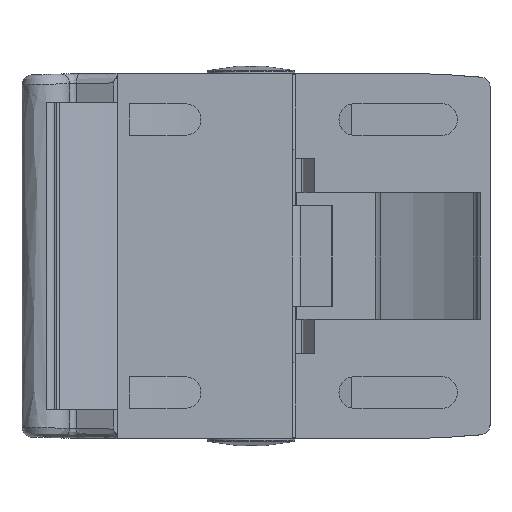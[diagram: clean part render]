
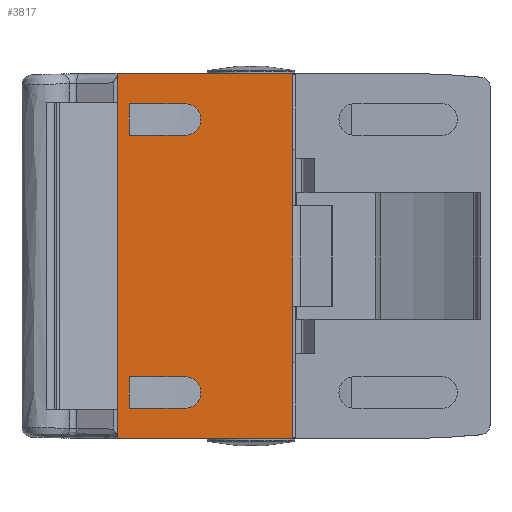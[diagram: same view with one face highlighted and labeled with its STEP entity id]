
A CAD part, front view. The second image highlights one B-rep face of the part: STEP entity #3817.
In plain terms, the highlighted face is planar.
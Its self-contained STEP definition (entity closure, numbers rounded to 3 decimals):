
#270 = ORIENTED_EDGE ( 'NONE', *, *, #4949, .T. ) ;
#754 = CARTESIAN_POINT ( 'NONE',  ( 13.5, 22., -24.785 ) ) ;
#1125 = VERTEX_POINT ( 'NONE', #12721 ) ;
#1512 = FACE_BOUND ( 'NONE', #5917, .T. ) ;
#1578 = CARTESIAN_POINT ( 'NONE',  ( 24.965, 22., 0. ) ) ;
#1603 = DIRECTION ( 'NONE',  ( 0., 0., -1. ) ) ;
#1821 = ORIENTED_EDGE ( 'NONE', *, *, #14392, .T. ) ;
#1868 = VERTEX_POINT ( 'NONE', #21307 ) ;
#1881 = CARTESIAN_POINT ( 'NONE',  ( 24.965, 22., 31.215 ) ) ;
#1913 = VERTEX_POINT ( 'NONE', #4804 ) ;
#1950 = VERTEX_POINT ( 'NONE', #3626 ) ;
#2013 = DIRECTION ( 'NONE',  ( 0., -1., 0. ) ) ;
#2048 = VECTOR ( 'NONE', #12247, 1000. ) ;
#2058 = VECTOR ( 'NONE', #14983, 1000. ) ;
#2085 = LINE ( 'NONE', #16666, #13664 ) ;
#2238 = CARTESIAN_POINT ( 'NONE',  ( -8.5, 22., -31.215 ) ) ;
#2255 = DIRECTION ( 'NONE',  ( 0., -1., 0. ) ) ;
#2345 = DIRECTION ( 'NONE',  ( 1., 0., 0. ) ) ;
#2557 = VERTEX_POINT ( 'NONE', #7785 ) ;
#2577 = VERTEX_POINT ( 'NONE', #14512 ) ;
#2852 = LINE ( 'NONE', #2238, #2048 ) ;
#2901 = PLANE ( 'NONE',  #3153 ) ;
#2911 = LINE ( 'NONE', #11288, #20436 ) ;
#3153 = AXIS2_PLACEMENT_3D ( 'NONE', #16380, #17998, #8043 ) ;
#3371 = FACE_OUTER_BOUND ( 'NONE', #19501, .T. ) ;
#3374 = CIRCLE ( 'NONE', #8178, 0.3 ) ;
#3626 = CARTESIAN_POINT ( 'NONE',  ( 24.965, 22., -31.215 ) ) ;
#3817 = ADVANCED_FACE ( 'NONE', ( #1512, #13366, #3371 ), #2901, .T. ) ;
#4408 = VERTEX_POINT ( 'NONE', #21618 ) ;
#4544 = LINE ( 'NONE', #7612, #11636 ) ;
#4601 = DIRECTION ( 'NONE',  ( 0., -1., 0. ) ) ;
#4804 = CARTESIAN_POINT ( 'NONE',  ( 27.5, 22., 37.5 ) ) ;
#4949 = EDGE_CURVE ( 'NONE', #2557, #9387, #6424, .T. ) ;
#4984 = LINE ( 'NONE', #9123, #11055 ) ;
#5500 = LINE ( 'NONE', #18196, #19923 ) ;
#5508 = VERTEX_POINT ( 'NONE', #19638 ) ;
#5750 = VERTEX_POINT ( 'NONE', #1881 ) ;
#5917 = EDGE_LOOP ( 'NONE', ( #14827, #20031, #1821, #14447 ) ) ;
#5933 = AXIS2_PLACEMENT_3D ( 'NONE', #6563, #4601, #6268 ) ;
#6020 = ORIENTED_EDGE ( 'NONE', *, *, #13062, .T. ) ;
#6039 = VERTEX_POINT ( 'NONE', #15407 ) ;
#6268 = DIRECTION ( 'NONE',  ( 0., 0., -1. ) ) ;
#6347 = DIRECTION ( 'NONE',  ( 1., 0., 0. ) ) ;
#6351 = DIRECTION ( 'NONE',  ( 1., 0., 0. ) ) ;
#6424 = LINE ( 'NONE', #13668, #17974 ) ;
#6452 = EDGE_CURVE ( 'NONE', #1950, #1868, #4544, .T. ) ;
#6536 = EDGE_CURVE ( 'NONE', #2557, #5508, #18687, .T. ) ;
#6563 = CARTESIAN_POINT ( 'NONE',  ( 13.5, 22., 28. ) ) ;
#6889 = CIRCLE ( 'NONE', #8202, 3.215 ) ;
#6919 = CARTESIAN_POINT ( 'NONE',  ( -8.5, 22., 31.215 ) ) ;
#7225 = CARTESIAN_POINT ( 'NONE',  ( -8.5, 22., -24.785 ) ) ;
#7548 = CARTESIAN_POINT ( 'NONE',  ( 27.5, 22., -37.5 ) ) ;
#7612 = CARTESIAN_POINT ( 'NONE',  ( 24.965, 22., 0. ) ) ;
#7785 = CARTESIAN_POINT ( 'NONE',  ( -8.5, 22., -37.2 ) ) ;
#8043 = DIRECTION ( 'NONE',  ( 0., 0., 1. ) ) ;
#8178 = AXIS2_PLACEMENT_3D ( 'NONE', #12102, #2013, #17124 ) ;
#8202 = AXIS2_PLACEMENT_3D ( 'NONE', #14069, #2255, #20534 ) ;
#8271 = EDGE_CURVE ( 'NONE', #19246, #5508, #5500, .T. ) ;
#8399 = EDGE_CURVE ( 'NONE', #1913, #19246, #2085, .T. ) ;
#8407 = LINE ( 'NONE', #6919, #2058 ) ;
#9123 = CARTESIAN_POINT ( 'NONE',  ( -8.5, 22., 24.785 ) ) ;
#9266 = ORIENTED_EDGE ( 'NONE', *, *, #8271, .T. ) ;
#9387 = VERTEX_POINT ( 'NONE', #12026 ) ;
#9440 = EDGE_LOOP ( 'NONE', ( #11721, #17099, #11817, #6020 ) ) ;
#9659 = DIRECTION ( 'NONE',  ( -1., 0., 0. ) ) ;
#9744 = DIRECTION ( 'NONE',  ( 0., -1., 0. ) ) ;
#10069 = VECTOR ( 'NONE', #20792, 1000. ) ;
#10446 = ORIENTED_EDGE ( 'NONE', *, *, #6536, .F. ) ;
#11055 = VECTOR ( 'NONE', #2345, 1000. ) ;
#11288 = CARTESIAN_POINT ( 'NONE',  ( -8.5, 22., 37.5 ) ) ;
#11506 = VERTEX_POINT ( 'NONE', #754 ) ;
#11636 = VECTOR ( 'NONE', #19814, 1000. ) ;
#11687 = EDGE_CURVE ( 'NONE', #1125, #4408, #20022, .T. ) ;
#11721 = ORIENTED_EDGE ( 'NONE', *, *, #20163, .T. ) ;
#11817 = ORIENTED_EDGE ( 'NONE', *, *, #12039, .T. ) ;
#12026 = CARTESIAN_POINT ( 'NONE',  ( -8.5, 22., 37.2 ) ) ;
#12039 = EDGE_CURVE ( 'NONE', #1868, #11506, #16619, .T. ) ;
#12102 = CARTESIAN_POINT ( 'NONE',  ( -8.2, 22., 37.2 ) ) ;
#12247 = DIRECTION ( 'NONE',  ( 1., 0., 0. ) ) ;
#12517 = ORIENTED_EDGE ( 'NONE', *, *, #13746, .T. ) ;
#12721 = CARTESIAN_POINT ( 'NONE',  ( 13.5, 22., 31.215 ) ) ;
#12882 = LINE ( 'NONE', #1578, #20938 ) ;
#13062 = EDGE_CURVE ( 'NONE', #11506, #2577, #6889, .T. ) ;
#13366 = FACE_BOUND ( 'NONE', #9440, .T. ) ;
#13664 = VECTOR ( 'NONE', #1603, 1000. ) ;
#13668 = CARTESIAN_POINT ( 'NONE',  ( -8.5, 22., 0. ) ) ;
#13746 = EDGE_CURVE ( 'NONE', #6039, #1913, #2911, .T. ) ;
#14019 = DIRECTION ( 'NONE',  ( 0., 0., 1. ) ) ;
#14069 = CARTESIAN_POINT ( 'NONE',  ( 13.5, 22., -28. ) ) ;
#14392 = EDGE_CURVE ( 'NONE', #5750, #1125, #8407, .T. ) ;
#14447 = ORIENTED_EDGE ( 'NONE', *, *, #11687, .T. ) ;
#14512 = CARTESIAN_POINT ( 'NONE',  ( 13.5, 22., -31.215 ) ) ;
#14827 = ORIENTED_EDGE ( 'NONE', *, *, #16219, .T. ) ;
#14983 = DIRECTION ( 'NONE',  ( -1., 0., 0. ) ) ;
#15101 = DIRECTION ( 'NONE',  ( 0., 0., 1. ) ) ;
#15407 = CARTESIAN_POINT ( 'NONE',  ( -8.2, 22., 37.5 ) ) ;
#15777 = ORIENTED_EDGE ( 'NONE', *, *, #20166, .F. ) ;
#15848 = AXIS2_PLACEMENT_3D ( 'NONE', #16539, #9744, #6347 ) ;
#16219 = EDGE_CURVE ( 'NONE', #4408, #21241, #4984, .T. ) ;
#16380 = CARTESIAN_POINT ( 'NONE',  ( -8.5, 22., 0. ) ) ;
#16539 = CARTESIAN_POINT ( 'NONE',  ( -8.2, 22., -37.2 ) ) ;
#16542 = EDGE_CURVE ( 'NONE', #21241, #5750, #12882, .T. ) ;
#16619 = LINE ( 'NONE', #7225, #10069 ) ;
#16666 = CARTESIAN_POINT ( 'NONE',  ( 27.5, 22., 0. ) ) ;
#17099 = ORIENTED_EDGE ( 'NONE', *, *, #6452, .T. ) ;
#17124 = DIRECTION ( 'NONE',  ( 0., 0., 1. ) ) ;
#17314 = CARTESIAN_POINT ( 'NONE',  ( 24.965, 22., 24.785 ) ) ;
#17494 = ORIENTED_EDGE ( 'NONE', *, *, #8399, .T. ) ;
#17974 = VECTOR ( 'NONE', #14019, 1000. ) ;
#17998 = DIRECTION ( 'NONE',  ( 0., 1., 0. ) ) ;
#18196 = CARTESIAN_POINT ( 'NONE',  ( -8.5, 22., -37.5 ) ) ;
#18687 = CIRCLE ( 'NONE', #15848, 0.3 ) ;
#19246 = VERTEX_POINT ( 'NONE', #7548 ) ;
#19501 = EDGE_LOOP ( 'NONE', ( #10446, #270, #15777, #12517, #17494, #9266 ) ) ;
#19638 = CARTESIAN_POINT ( 'NONE',  ( -8.2, 22., -37.5 ) ) ;
#19814 = DIRECTION ( 'NONE',  ( 0., 0., 1. ) ) ;
#19923 = VECTOR ( 'NONE', #9659, 1000. ) ;
#20022 = CIRCLE ( 'NONE', #5933, 3.215 ) ;
#20031 = ORIENTED_EDGE ( 'NONE', *, *, #16542, .T. ) ;
#20163 = EDGE_CURVE ( 'NONE', #2577, #1950, #2852, .T. ) ;
#20166 = EDGE_CURVE ( 'NONE', #6039, #9387, #3374, .T. ) ;
#20436 = VECTOR ( 'NONE', #6351, 1000. ) ;
#20534 = DIRECTION ( 'NONE',  ( 0., 0., 1. ) ) ;
#20792 = DIRECTION ( 'NONE',  ( -1., 0., 0. ) ) ;
#20938 = VECTOR ( 'NONE', #15101, 1000. ) ;
#21241 = VERTEX_POINT ( 'NONE', #17314 ) ;
#21307 = CARTESIAN_POINT ( 'NONE',  ( 24.965, 22., -24.785 ) ) ;
#21618 = CARTESIAN_POINT ( 'NONE',  ( 13.5, 22., 24.785 ) ) ;
